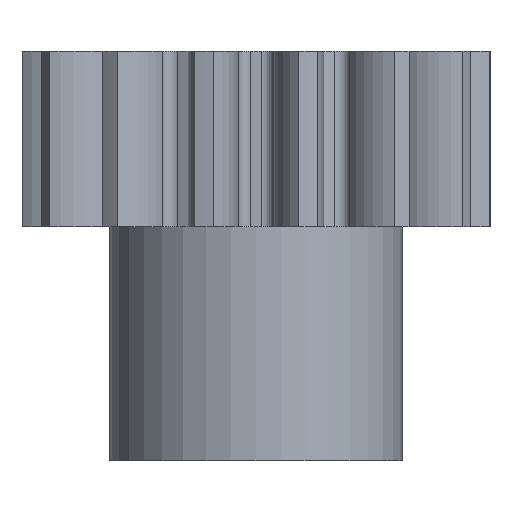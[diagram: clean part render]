
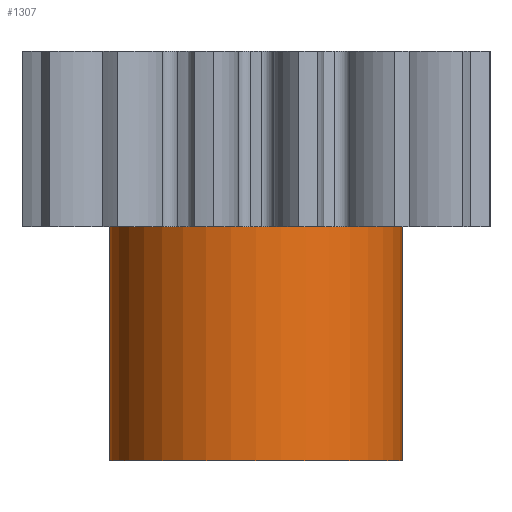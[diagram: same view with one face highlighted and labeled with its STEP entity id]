
A CAD part, front view. The second image highlights one B-rep face of the part: STEP entity #1307.
In plain terms, the highlighted cylindrical face has radius 2.5 mm (diameter 5 mm), a partial arc.
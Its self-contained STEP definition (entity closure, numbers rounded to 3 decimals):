
#333 = VERTEX_POINT ( 'NONE', #1692 ) ;
#334 = VERTEX_POINT ( 'NONE', #1773 ) ;
#350 = EDGE_CURVE ( 'NONE', #333, #334, #1779, .T. ) ;
#352 = VERTEX_POINT ( 'NONE', #1762 ) ;
#358 = EDGE_CURVE ( 'NONE', #364, #352, #1747, .T. ) ;
#364 = VERTEX_POINT ( 'NONE', #1845 ) ;
#714 = EDGE_CURVE ( 'NONE', #334, #352, #2514, .T. ) ;
#1236 = ORIENTED_EDGE ( 'NONE', *, *, #350, .F. ) ;
#1237 = ORIENTED_EDGE ( 'NONE', *, *, #714, .F. ) ;
#1269 = EDGE_LOOP ( 'NONE', ( #1236, #1306, #1303, #1237 ) ) ;
#1303 = ORIENTED_EDGE ( 'NONE', *, *, #358, .T. ) ;
#1306 = ORIENTED_EDGE ( 'NONE', *, *, #1308, .T. ) ;
#1307 = ADVANCED_FACE ( 'NONE', ( #3125 ), #3120, .T. ) ;
#1308 = EDGE_CURVE ( 'NONE', #333, #364, #3124, .T. ) ;
#1692 = CARTESIAN_POINT ( 'NONE',  ( -2.5, 0., -4. ) ) ;
#1693 = DIRECTION ( 'NONE',  ( 0., 0., 1. ) ) ;
#1694 = CARTESIAN_POINT ( 'NONE',  ( -2.5, 0., -4. ) ) ;
#1747 = LINE ( 'NONE', #1850, #1849 ) ;
#1762 = CARTESIAN_POINT ( 'NONE',  ( 2.5, 0., 0. ) ) ;
#1764 = VECTOR ( 'NONE', #1693, 1000. ) ;
#1773 = CARTESIAN_POINT ( 'NONE',  ( -2.5, 0., 0. ) ) ;
#1779 = LINE ( 'NONE', #1694, #1764 ) ;
#1845 = CARTESIAN_POINT ( 'NONE',  ( 2.5, 0., -4. ) ) ;
#1848 = DIRECTION ( 'NONE',  ( 0., 0., 1. ) ) ;
#1849 = VECTOR ( 'NONE', #1848, 1000. ) ;
#1850 = CARTESIAN_POINT ( 'NONE',  ( 2.5, 0., -4. ) ) ;
#2507 = DIRECTION ( 'NONE',  ( 1., 0., 0. ) ) ;
#2508 = DIRECTION ( 'NONE',  ( 0., 0., 1. ) ) ;
#2509 = CARTESIAN_POINT ( 'NONE',  ( 0., 0., 0. ) ) ;
#2510 = AXIS2_PLACEMENT_3D ( 'NONE', #2509, #2508, #2507 ) ;
#2514 = CIRCLE ( 'NONE', #2510, 2.5 ) ;
#3115 = AXIS2_PLACEMENT_3D ( 'NONE', #3123, #3122, #3131 ) ;
#3116 = CARTESIAN_POINT ( 'NONE',  ( 0., 0., -4. ) ) ;
#3118 = DIRECTION ( 'NONE',  ( 0., 0., 1. ) ) ;
#3120 = CYLINDRICAL_SURFACE ( 'NONE', #3115, 2.5 ) ;
#3122 = DIRECTION ( 'NONE',  ( 0., 0., 1. ) ) ;
#3123 = CARTESIAN_POINT ( 'NONE',  ( 0., 0., -4. ) ) ;
#3124 = CIRCLE ( 'NONE', #3345, 2.5 ) ;
#3125 = FACE_OUTER_BOUND ( 'NONE', #1269, .T. ) ;
#3131 = DIRECTION ( 'NONE',  ( 1., 0., 0. ) ) ;
#3344 = DIRECTION ( 'NONE',  ( 1., 0., 0. ) ) ;
#3345 = AXIS2_PLACEMENT_3D ( 'NONE', #3116, #3118, #3344 ) ;
